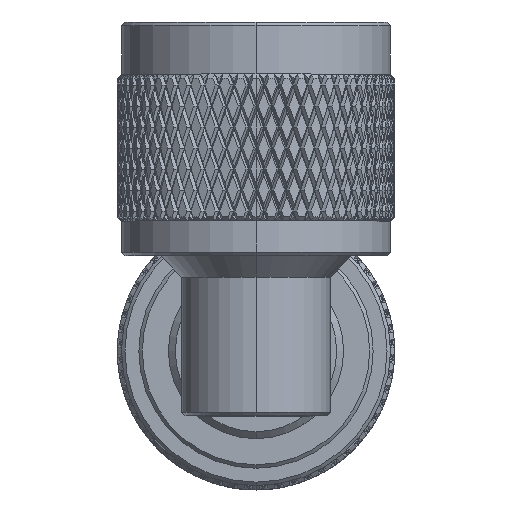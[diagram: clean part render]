
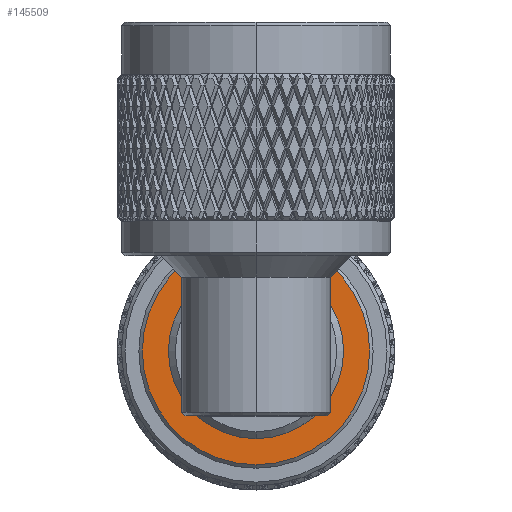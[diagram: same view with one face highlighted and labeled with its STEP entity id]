
A CAD part, top view. The second image highlights one B-rep face of the part: STEP entity #145509.
In plain terms, the highlighted face is planar.
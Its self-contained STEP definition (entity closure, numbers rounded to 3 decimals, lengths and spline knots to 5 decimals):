
#682 = FACE_OUTER_BOUND ( 'NONE', #68111, .T. ) ;
#5890 = PLANE ( 'NONE',  #117394 ) ;
#6004 = CARTESIAN_POINT ( 'NONE',  ( 0.67383, 0.25274, 0. ) ) ;
#7995 = DIRECTION ( 'NONE',  ( 1., 0., 0. ) ) ;
#15792 = ORIENTED_EDGE ( 'NONE', *, *, #55219, .T. ) ;
#32773 = DIRECTION ( 'NONE',  ( 1., 0., 0. ) ) ;
#37634 = AXIS2_PLACEMENT_3D ( 'NONE', #179164, #91803, #107713 ) ;
#38078 = CARTESIAN_POINT ( 'NONE',  ( 0.67383, 0., 0. ) ) ;
#55056 = CIRCLE ( 'NONE', #58302, 0.25274 ) ;
#55219 = EDGE_CURVE ( 'NONE', #57543, #176387, #107470, .T. ) ;
#56217 = EDGE_CURVE ( 'NONE', #176387, #57543, #134464, .T. ) ;
#57543 = VERTEX_POINT ( 'NONE', #143608 ) ;
#57854 = FACE_BOUND ( 'NONE', #139535, .T. ) ;
#58302 = AXIS2_PLACEMENT_3D ( 'NONE', #156828, #95665, #184327 ) ;
#63423 = ORIENTED_EDGE ( 'NONE', *, *, #80691, .F. ) ;
#68111 = EDGE_LOOP ( 'NONE', ( #100739, #15792 ) ) ;
#77556 = DIRECTION ( 'NONE',  ( 0., 1., 0. ) ) ;
#80691 = EDGE_CURVE ( 'NONE', #176947, #185392, #124982, .T. ) ;
#85666 = DIRECTION ( 'NONE',  ( 0., 1., 0. ) ) ;
#86295 = CARTESIAN_POINT ( 'NONE',  ( 0.67383, 0., 0. ) ) ;
#91803 = DIRECTION ( 'NONE',  ( 1., 0., 0. ) ) ;
#95275 = AXIS2_PLACEMENT_3D ( 'NONE', #38078, #7995, #166412 ) ;
#95665 = DIRECTION ( 'NONE',  ( 1., 0., 0. ) ) ;
#96989 = CARTESIAN_POINT ( 'NONE',  ( 0.67383, -0.32809, 0. ) ) ;
#100739 = ORIENTED_EDGE ( 'NONE', *, *, #56217, .T. ) ;
#107470 = CIRCLE ( 'NONE', #37634, 0.32809 ) ;
#107713 = DIRECTION ( 'NONE',  ( 0., 1., 0. ) ) ;
#108142 = CARTESIAN_POINT ( 'NONE',  ( 0.67383, 0.33809, 0. ) ) ;
#110990 = CARTESIAN_POINT ( 'NONE',  ( 0.67383, -0.25274, 0. ) ) ;
#117394 = AXIS2_PLACEMENT_3D ( 'NONE', #108142, #32773, #77556 ) ;
#124982 = CIRCLE ( 'NONE', #135567, 0.25274 ) ;
#133231 = EDGE_CURVE ( 'NONE', #185392, #176947, #55056, .T. ) ;
#134464 = CIRCLE ( 'NONE', #95275, 0.32809 ) ;
#135567 = AXIS2_PLACEMENT_3D ( 'NONE', #86295, #158898, #85666 ) ;
#139535 = EDGE_LOOP ( 'NONE', ( #157248, #63423 ) ) ;
#143608 = CARTESIAN_POINT ( 'NONE',  ( 0.67383, 0.32809, 0. ) ) ;
#145509 = ADVANCED_FACE ( 'NONE', ( #57854, #682 ), #5890, .T. ) ;
#156828 = CARTESIAN_POINT ( 'NONE',  ( 0.67383, 0., 0. ) ) ;
#157248 = ORIENTED_EDGE ( 'NONE', *, *, #133231, .F. ) ;
#158898 = DIRECTION ( 'NONE',  ( 1., 0., 0. ) ) ;
#166412 = DIRECTION ( 'NONE',  ( 0., 1., 0. ) ) ;
#176387 = VERTEX_POINT ( 'NONE', #96989 ) ;
#176947 = VERTEX_POINT ( 'NONE', #110990 ) ;
#179164 = CARTESIAN_POINT ( 'NONE',  ( 0.67383, 0., 0. ) ) ;
#184327 = DIRECTION ( 'NONE',  ( 0., 1., 0. ) ) ;
#185392 = VERTEX_POINT ( 'NONE', #6004 ) ;
